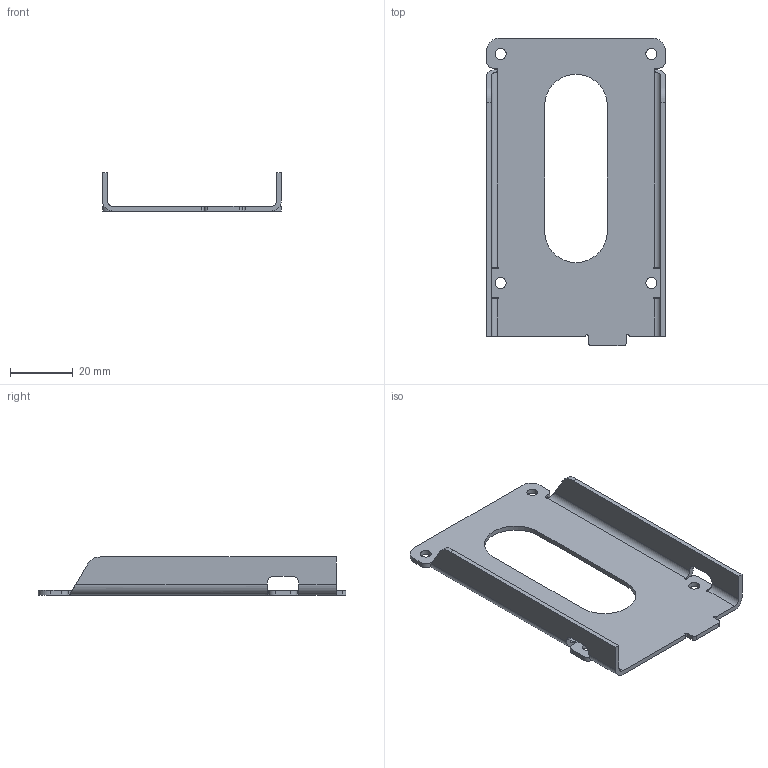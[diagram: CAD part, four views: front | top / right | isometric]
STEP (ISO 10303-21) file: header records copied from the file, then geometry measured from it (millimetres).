
FILE_DESCRIPTION(/* description */ ('STEP AP242','CAx-IF Rec.Pracs.---Representation and Presentation of Product Manufacturing Information (PMI)---4.0---2014-10-13','CAx-IF Rec.Pracs.---3D Tessellated Geometry---0.4---2014-09-14','2;1'),/* implementation_level */ '2;1');
FILE_NAME(/* name */ '678eea8d2eea81493de78b17',/* time_stamp */ '2025-01-21T00:30:06Z',/* author */ (''),/* organization */ (''),/* preprocessor_version */ 'ST-DEVELOPER v20',/* originating_system */ 'ONSHAPE BY PTC INC, 1.192',/* authorisation */ ' ');
FILE_SCHEMA (('AP242_MANAGED_MODEL_BASED_3D_ENGINEERING_MIM_LF { 1 0 10303 442 1 1 4 }'));
Length unit declared in the file: millimetre
Products named in the file (1): BMS-V3_FRAME_EC_BRACKET
Bounding box: 57 x 98 x 12.2 mm (x, y, z)
Volume: 8622.8 mm3; surface area: 12413 mm2
Topology: 1 solids, 1 shells, 72 faces, 222 edges, 148 vertices
Faces by surface type: plane 34, cylinder 34, bspline 2, cone 2
Full cylindrical faces by diameter (mm): 3.5 x4
Entity records: 2560 total; most frequent: CARTESIAN_POINT 487, ORIENTED_EDGE 436, DIRECTION 428, EDGE_CURVE 218, VERTEX_POINT 148, AXIS2_PLACEMENT_3D 145, LINE 138, VECTOR 138
